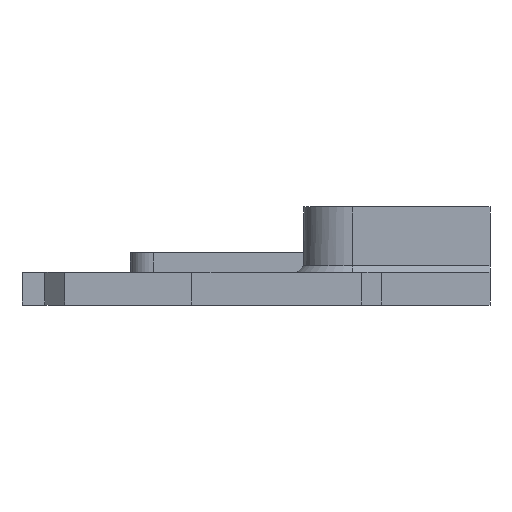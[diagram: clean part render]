
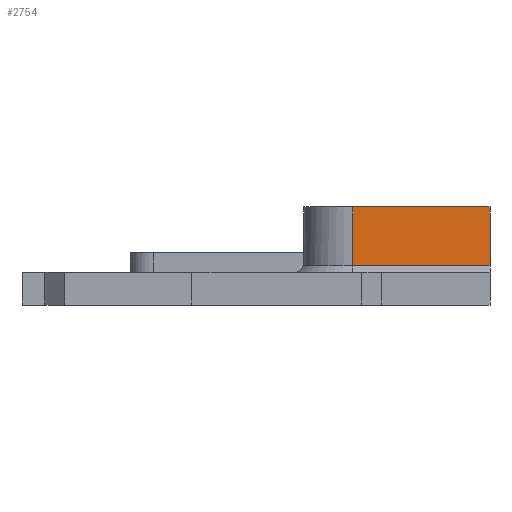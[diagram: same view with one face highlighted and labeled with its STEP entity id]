
A CAD part, front view. The second image highlights one B-rep face of the part: STEP entity #2754.
In plain terms, the highlighted face is planar.
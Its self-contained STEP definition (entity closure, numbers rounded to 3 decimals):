
#137 = CARTESIAN_POINT ( 'NONE',  ( 24.584, 33.5, -60. ) ) ;
#248 = DIRECTION ( 'NONE',  ( 1., 0., 0. ) ) ;
#288 = CARTESIAN_POINT ( 'NONE',  ( 24.584, 42.5, -60. ) ) ;
#451 = DIRECTION ( 'NONE',  ( 0., -1., 0. ) ) ;
#475 = EDGE_CURVE ( 'NONE', #2734, #1708, #2308, .T. ) ;
#547 = CARTESIAN_POINT ( 'NONE',  ( 24.584, 42.5, -60. ) ) ;
#592 = VECTOR ( 'NONE', #1746, 1000. ) ;
#632 = LINE ( 'NONE', #547, #1828 ) ;
#915 = DIRECTION ( 'NONE',  ( -1., 0., 0. ) ) ;
#1024 = EDGE_CURVE ( 'NONE', #1525, #1467, #632, .T. ) ;
#1099 = ORIENTED_EDGE ( 'NONE', *, *, #475, .T. ) ;
#1155 = PLANE ( 'NONE',  #1813 ) ;
#1162 = CARTESIAN_POINT ( 'NONE',  ( 3.584, 33.5, -60. ) ) ;
#1303 = VECTOR ( 'NONE', #248, 1000. ) ;
#1372 = DIRECTION ( 'NONE',  ( 0., 0., -1. ) ) ;
#1389 = DIRECTION ( 'NONE',  ( 1., 0., 0. ) ) ;
#1467 = VERTEX_POINT ( 'NONE', #288 ) ;
#1525 = VERTEX_POINT ( 'NONE', #2464 ) ;
#1580 = CARTESIAN_POINT ( 'NONE',  ( 24.584, 42.5, -60. ) ) ;
#1658 = VECTOR ( 'NONE', #451, 1000. ) ;
#1708 = VERTEX_POINT ( 'NONE', #137 ) ;
#1744 = ORIENTED_EDGE ( 'NONE', *, *, #1024, .F. ) ;
#1746 = DIRECTION ( 'NONE',  ( 0., -1., 0. ) ) ;
#1813 = AXIS2_PLACEMENT_3D ( 'NONE', #1580, #1372, #915 ) ;
#1828 = VECTOR ( 'NONE', #1389, 1000. ) ;
#1912 = EDGE_CURVE ( 'NONE', #1525, #2734, #2575, .T. ) ;
#1933 = EDGE_CURVE ( 'NONE', #1467, #1708, #2440, .T. ) ;
#1944 = CARTESIAN_POINT ( 'NONE',  ( 3.584, 42.5, -60. ) ) ;
#2113 = EDGE_LOOP ( 'NONE', ( #2702, #1099, #2749, #1744 ) ) ;
#2137 = CARTESIAN_POINT ( 'NONE',  ( 24.584, 42.5, -60. ) ) ;
#2163 = FACE_OUTER_BOUND ( 'NONE', #2113, .T. ) ;
#2308 = LINE ( 'NONE', #2591, #1303 ) ;
#2440 = LINE ( 'NONE', #2137, #592 ) ;
#2464 = CARTESIAN_POINT ( 'NONE',  ( 3.584, 42.5, -60. ) ) ;
#2575 = LINE ( 'NONE', #1944, #1658 ) ;
#2591 = CARTESIAN_POINT ( 'NONE',  ( 24.584, 33.5, -60. ) ) ;
#2702 = ORIENTED_EDGE ( 'NONE', *, *, #1912, .T. ) ;
#2734 = VERTEX_POINT ( 'NONE', #1162 ) ;
#2749 = ORIENTED_EDGE ( 'NONE', *, *, #1933, .F. ) ;
#2754 = ADVANCED_FACE ( 'NONE', ( #2163 ), #1155, .F. ) ;
